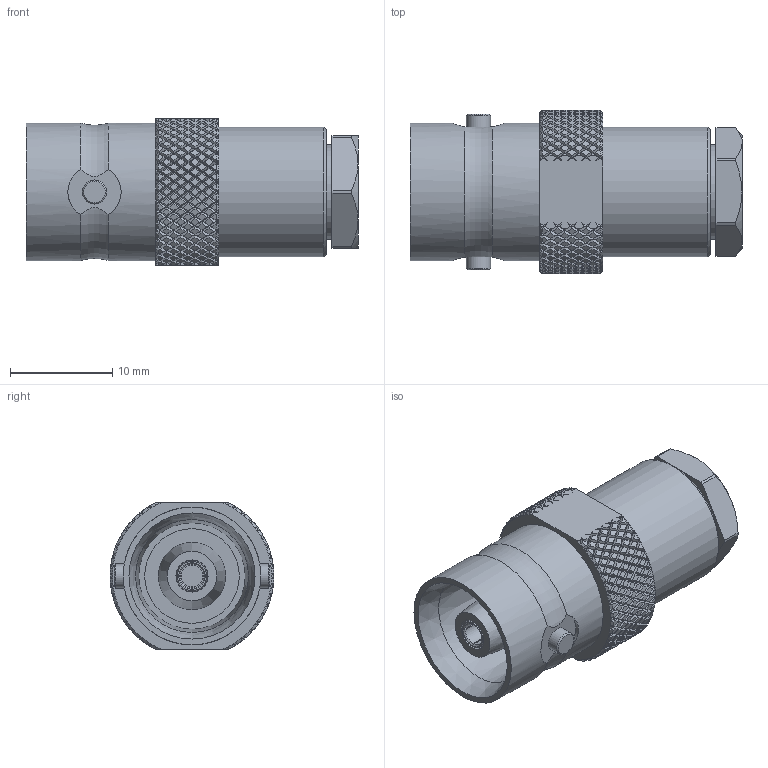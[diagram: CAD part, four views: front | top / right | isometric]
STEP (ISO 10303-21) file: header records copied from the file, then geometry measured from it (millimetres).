
FILE_DESCRIPTION (( 'STEP AP203' ), '1' );
FILE_NAME ('PE4961_3D.step', '2022-01-05T17:32:13', ( '' ), ( '' ), 'SwSTEP 2.0', 'SolidWorks 2021', '' );
FILE_SCHEMA (( 'CONFIG_CONTROL_DESIGN' ));
Products named in the file (1): PE4961_3D
Bounding box: 32.45 x 16 x 14.29 mm (x, y, z)
Volume: 3200.8 mm3; surface area: 3945.7 mm2
Topology: 4 solids, 5 shells, 2189 faces, 4650 edges, 2485 vertices
Faces by surface type: bspline 1523, cylinder 369, cone 196, plane 98, torus 3
Full cylindrical faces by diameter (mm): 2.337 x1, 2.362 x2, 2.845 x1, 3.048 x1, 3.15 x1, 5.6 x2, 5.613 x1, 7.075 x1, 9.25 x1, 9.255 x1, 9.775 x1, 9.933 x1, 11.113 x1, 12.7 x1, 13.462 x2
Entity records: 75267 total; most frequent: CARTESIAN_POINT 45676, ORIENTED_EDGE 9218, EDGE_CURVE 4609, VERTEX_POINT 2477, EDGE_LOOP 2242, FACE_OUTER_BOUND 2208, ADVANCED_FACE 2189, DIRECTION 2170
